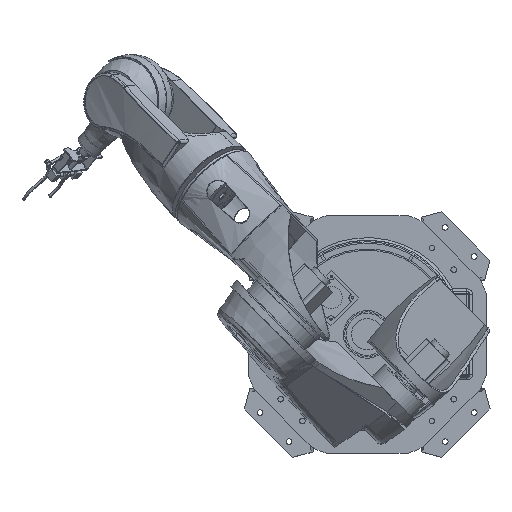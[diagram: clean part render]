
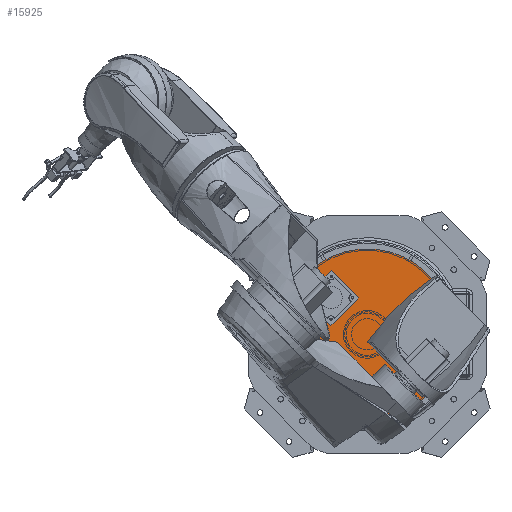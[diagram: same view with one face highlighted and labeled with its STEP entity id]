
A CAD part, top view. The second image highlights one B-rep face of the part: STEP entity #15925.
In plain terms, the highlighted face is planar.
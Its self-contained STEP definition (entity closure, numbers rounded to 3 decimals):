
#980=CIRCLE('',#17127,108.929);
#981=CIRCLE('',#17128,6.429);
#982=CIRCLE('',#17129,6.429);
#1585=FACE_BOUND('',#3001,.T.);
#1586=FACE_BOUND('',#3002,.T.);
#1587=FACE_BOUND('',#3003,.T.);
#1992=FACE_OUTER_BOUND('',#3000,.T.);
#3000=EDGE_LOOP('',(#11691));
#3001=EDGE_LOOP('',(#11692,#11693,#11694,#11695,#11696,#11697,#11698,#11699,
#11700,#11701,#11702,#11703));
#3002=EDGE_LOOP('',(#11704,#11705,#11706,#11707));
#3003=EDGE_LOOP('',(#11708,#11709,#11710,#11711));
#4359=LINE('',#24816,#5706);
#4360=LINE('',#24824,#5707);
#4364=LINE('',#24832,#5711);
#4366=LINE('',#24840,#5713);
#4367=LINE('',#24842,#5714);
#4368=LINE('',#24843,#5715);
#4369=LINE('',#24845,#5716);
#4370=LINE('',#24847,#5717);
#4371=LINE('',#24848,#5718);
#4372=LINE('',#24850,#5719);
#4373=LINE('',#24852,#5720);
#4374=LINE('',#24853,#5721);
#4375=LINE('',#24858,#5722);
#4376=LINE('',#24861,#5723);
#4377=LINE('',#24864,#5724);
#4378=LINE('',#24866,#5725);
#4379=LINE('',#24868,#5726);
#4380=LINE('',#24869,#5727);
#5706=VECTOR('',#19575,6.25);
#5707=VECTOR('',#19582,11.964);
#5711=VECTOR('',#19586,11.071);
#5713=VECTOR('',#19594,3.571);
#5714=VECTOR('',#19595,32.857);
#5715=VECTOR('',#19596,3.571);
#5716=VECTOR('',#19597,9.286);
#5717=VECTOR('',#19598,1.786);
#5718=VECTOR('',#19599,9.286);
#5719=VECTOR('',#19600,9.286);
#5720=VECTOR('',#19601,1.786);
#5721=VECTOR('',#19602,9.286);
#5722=VECTOR('',#19605,22.857);
#5723=VECTOR('',#19608,22.857);
#5724=VECTOR('',#19609,50.);
#5725=VECTOR('',#19610,50.);
#5726=VECTOR('',#19611,50.);
#5727=VECTOR('',#19612,50.);
#6980=VERTEX_POINT('',#24813);
#6981=VERTEX_POINT('',#24815);
#6984=VERTEX_POINT('',#24821);
#6985=VERTEX_POINT('',#24823);
#6988=VERTEX_POINT('',#24829);
#6989=VERTEX_POINT('',#24831);
#6991=VERTEX_POINT('',#24837);
#6992=VERTEX_POINT('',#24839);
#6993=VERTEX_POINT('',#24841);
#6994=VERTEX_POINT('',#24844);
#6995=VERTEX_POINT('',#24846);
#6996=VERTEX_POINT('',#24849);
#6997=VERTEX_POINT('',#24851);
#6998=VERTEX_POINT('',#24854);
#6999=VERTEX_POINT('',#24855);
#7000=VERTEX_POINT('',#24857);
#7001=VERTEX_POINT('',#24859);
#7002=VERTEX_POINT('',#24862);
#7003=VERTEX_POINT('',#24863);
#7004=VERTEX_POINT('',#24865);
#7005=VERTEX_POINT('',#24867);
#8732=EDGE_CURVE('',#6980,#6981,#4359,.T.);
#8736=EDGE_CURVE('',#6984,#6985,#4360,.T.);
#8740=EDGE_CURVE('',#6988,#6989,#4364,.T.);
#8743=EDGE_CURVE('',#6991,#6991,#980,.T.);
#8744=EDGE_CURVE('',#6992,#6984,#4366,.T.);
#8745=EDGE_CURVE('',#6993,#6992,#4367,.T.);
#8746=EDGE_CURVE('',#6993,#6981,#4368,.T.);
#8747=EDGE_CURVE('',#6994,#6980,#4369,.T.);
#8748=EDGE_CURVE('',#6995,#6994,#4370,.F.);
#8749=EDGE_CURVE('',#6995,#6989,#4371,.T.);
#8750=EDGE_CURVE('',#6996,#6988,#4372,.T.);
#8751=EDGE_CURVE('',#6997,#6996,#4373,.F.);
#8752=EDGE_CURVE('',#6997,#6985,#4374,.T.);
#8753=EDGE_CURVE('',#6998,#6999,#981,.T.);
#8754=EDGE_CURVE('',#7000,#6998,#4375,.T.);
#8755=EDGE_CURVE('',#7001,#7000,#982,.T.);
#8756=EDGE_CURVE('',#6999,#7001,#4376,.T.);
#8757=EDGE_CURVE('',#7002,#7003,#4377,.T.);
#8758=EDGE_CURVE('',#7004,#7002,#4378,.T.);
#8759=EDGE_CURVE('',#7005,#7004,#4379,.T.);
#8760=EDGE_CURVE('',#7003,#7005,#4380,.T.);
#11691=ORIENTED_EDGE('',*,*,#8743,.T.);
#11692=ORIENTED_EDGE('',*,*,#8744,.F.);
#11693=ORIENTED_EDGE('',*,*,#8745,.F.);
#11694=ORIENTED_EDGE('',*,*,#8746,.T.);
#11695=ORIENTED_EDGE('',*,*,#8732,.F.);
#11696=ORIENTED_EDGE('',*,*,#8747,.F.);
#11697=ORIENTED_EDGE('',*,*,#8748,.F.);
#11698=ORIENTED_EDGE('',*,*,#8749,.T.);
#11699=ORIENTED_EDGE('',*,*,#8740,.F.);
#11700=ORIENTED_EDGE('',*,*,#8750,.F.);
#11701=ORIENTED_EDGE('',*,*,#8751,.F.);
#11702=ORIENTED_EDGE('',*,*,#8752,.T.);
#11703=ORIENTED_EDGE('',*,*,#8736,.F.);
#11704=ORIENTED_EDGE('',*,*,#8753,.F.);
#11705=ORIENTED_EDGE('',*,*,#8754,.F.);
#11706=ORIENTED_EDGE('',*,*,#8755,.F.);
#11707=ORIENTED_EDGE('',*,*,#8756,.F.);
#11708=ORIENTED_EDGE('',*,*,#8757,.F.);
#11709=ORIENTED_EDGE('',*,*,#8758,.F.);
#11710=ORIENTED_EDGE('',*,*,#8759,.F.);
#11711=ORIENTED_EDGE('',*,*,#8760,.F.);
#15315=PLANE('',#17126);
#15925=ADVANCED_FACE('',(#1992,#1585,#1586,#1587),#15315,.T.);
#17126=AXIS2_PLACEMENT_3D('',#24836,#19590,#19591);
#17127=AXIS2_PLACEMENT_3D('',#24838,#19592,#19593);
#17128=AXIS2_PLACEMENT_3D('',#24856,#19603,#19604);
#17129=AXIS2_PLACEMENT_3D('',#24860,#19606,#19607);
#19575=DIRECTION('',(0.606,0.,-0.796));
#19582=DIRECTION('',(0.606,0.,-0.796));
#19586=DIRECTION('',(0.606,0.,-0.796));
#19590=DIRECTION('center_axis',(0.,1.,0.));
#19591=DIRECTION('ref_axis',(0.,0.,1.));
#19592=DIRECTION('center_axis',(0.,1.,0.));
#19593=DIRECTION('ref_axis',(0.796,0.,0.606));
#19594=DIRECTION('',(0.796,0.,0.606));
#19595=DIRECTION('',(-0.606,0.,0.796));
#19596=DIRECTION('',(0.796,0.,0.606));
#19597=DIRECTION('',(-0.796,0.,-0.606));
#19598=DIRECTION('',(-0.606,0.,0.796));
#19599=DIRECTION('',(-0.796,0.,-0.606));
#19600=DIRECTION('',(-0.796,0.,-0.606));
#19601=DIRECTION('',(-0.606,0.,0.796));
#19602=DIRECTION('',(-0.796,0.,-0.606));
#19603=DIRECTION('center_axis',(0.,1.,0.));
#19604=DIRECTION('ref_axis',(0.796,0.,0.606));
#19605=DIRECTION('',(-0.606,0.,0.796));
#19606=DIRECTION('center_axis',(0.,1.,0.));
#19607=DIRECTION('ref_axis',(0.796,0.,0.606));
#19608=DIRECTION('',(0.606,0.,-0.796));
#19609=DIRECTION('',(-0.606,0.,0.796));
#19610=DIRECTION('',(-0.796,0.,-0.606));
#19611=DIRECTION('',(0.606,0.,-0.796));
#19612=DIRECTION('',(0.796,0.,0.606));
#24813=CARTESIAN_POINT('',(-84.705,227.924,961.901));
#24815=CARTESIAN_POINT('',(-80.92,227.924,956.927));
#24816=CARTESIAN_POINT('',(-84.705,227.924,961.901));
#24821=CARTESIAN_POINT('',(-100.818,227.924,983.074));
#24823=CARTESIAN_POINT('',(-93.572,227.924,973.553));
#24824=CARTESIAN_POINT('',(-100.818,227.924,983.074));
#24829=CARTESIAN_POINT('',(-92.491,227.924,972.132));
#24831=CARTESIAN_POINT('',(-85.786,227.924,963.322));
#24832=CARTESIAN_POINT('',(-92.491,227.924,972.132));
#24836=CARTESIAN_POINT('Origin',(-43.034,227.924,1044.552));
#24837=CARTESIAN_POINT('',(43.648,227.924,1110.519));
#24838=CARTESIAN_POINT('Origin',(-43.034,227.924,1044.552));
#24839=CARTESIAN_POINT('',(-103.66,227.924,980.911));
#24840=CARTESIAN_POINT('',(-103.66,227.924,980.911));
#24841=CARTESIAN_POINT('',(-83.762,227.924,954.764));
#24842=CARTESIAN_POINT('',(-83.762,227.924,954.764));
#24843=CARTESIAN_POINT('',(-83.762,227.924,954.764));
#24844=CARTESIAN_POINT('',(-77.315,227.924,967.524));
#24845=CARTESIAN_POINT('',(-77.315,227.924,967.524));
#24846=CARTESIAN_POINT('',(-78.397,227.924,968.945));
#24847=CARTESIAN_POINT('',(-77.315,227.924,967.524));
#24848=CARTESIAN_POINT('',(-78.397,227.924,968.945));
#24849=CARTESIAN_POINT('',(-85.102,227.924,977.755));
#24850=CARTESIAN_POINT('',(-85.102,227.924,977.755));
#24851=CARTESIAN_POINT('',(-86.183,227.924,979.176));
#24852=CARTESIAN_POINT('',(-85.102,227.924,977.755));
#24853=CARTESIAN_POINT('',(-86.183,227.924,979.176));
#24854=CARTESIAN_POINT('',(-75.577,227.924,1101.468));
#24855=CARTESIAN_POINT('',(-65.346,227.924,1109.254));
#24856=CARTESIAN_POINT('Origin',(-70.461,227.924,1105.361));
#24857=CARTESIAN_POINT('',(-61.735,227.924,1083.279));
#24858=CARTESIAN_POINT('',(-61.735,227.924,1083.279));
#24859=CARTESIAN_POINT('',(-51.503,227.924,1091.065));
#24860=CARTESIAN_POINT('Origin',(-56.619,227.924,1087.172));
#24861=CARTESIAN_POINT('',(-65.346,227.924,1109.254));
#24862=CARTESIAN_POINT('',(-8.208,227.924,957.509));
#24863=CARTESIAN_POINT('',(-38.488,227.924,997.297));
#24864=CARTESIAN_POINT('',(-8.208,227.924,957.509));
#24865=CARTESIAN_POINT('',(31.581,227.924,987.789));
#24866=CARTESIAN_POINT('',(31.581,227.924,987.789));
#24867=CARTESIAN_POINT('',(1.301,227.924,1027.577));
#24868=CARTESIAN_POINT('',(1.301,227.924,1027.577));
#24869=CARTESIAN_POINT('',(-38.488,227.924,997.297));
